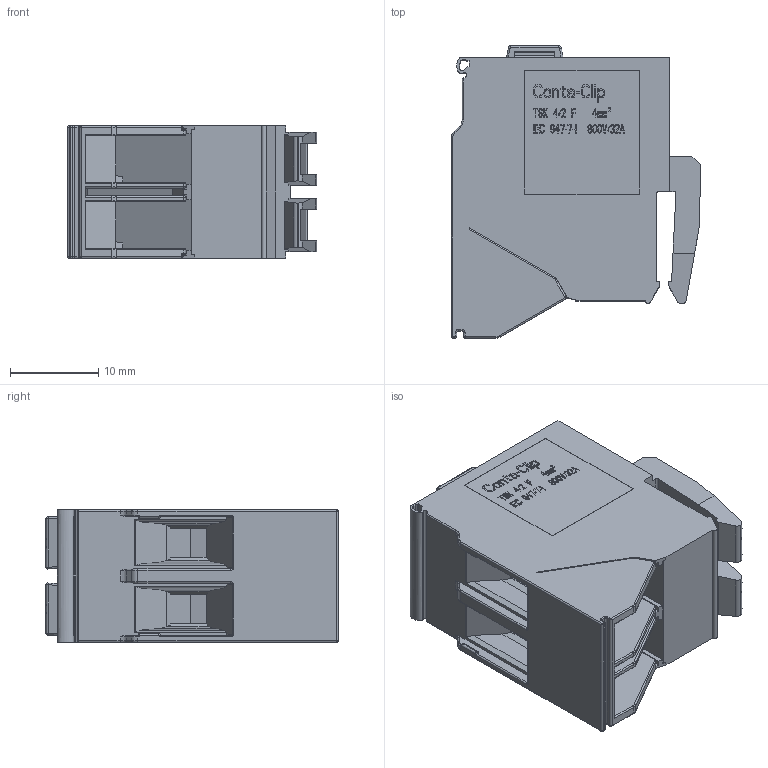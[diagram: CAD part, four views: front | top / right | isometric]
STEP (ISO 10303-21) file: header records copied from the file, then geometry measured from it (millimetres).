
FILE_DESCRIPTION((''),'2;1');
FILE_NAME('TKS40F_2_3D_VOLUMEN','2009-08-06T',('Ludolph'),(''),'PRO/ENGINEER BY PARAMETRIC TECHNOLOGY CORPORATION, 2007390','PRO/ENGINEER BY PARAMETRIC TECHNOLOGY CORPORATION, 2007390','');
FILE_SCHEMA(('CONFIG_CONTROL_DESIGN'));
Length unit declared in the file: millimetre
Products named in the file (1): TKS40F_2_3D_VOLUMEN
Bounding box: 28.23 x 33.11 x 15 mm (x, y, z)
Volume: 8160.7 mm3; surface area: 6200.7 mm2
Topology: 1 solids, 1 shells, 1649 faces, 4628 edges, 3016 vertices
Faces by surface type: plane 1378, cylinder 177, bspline 50, torus 38, extrusion 4, sphere 2
Entity records: 53556 total; most frequent: CARTESIAN_POINT 11190, ORIENTED_EDGE 9248, DIRECTION 8040, EDGE_CURVE 4624, VECTOR 4132, LINE 4128, VERTEX_POINT 3016, AXIS2_PLACEMENT_3D 1954
